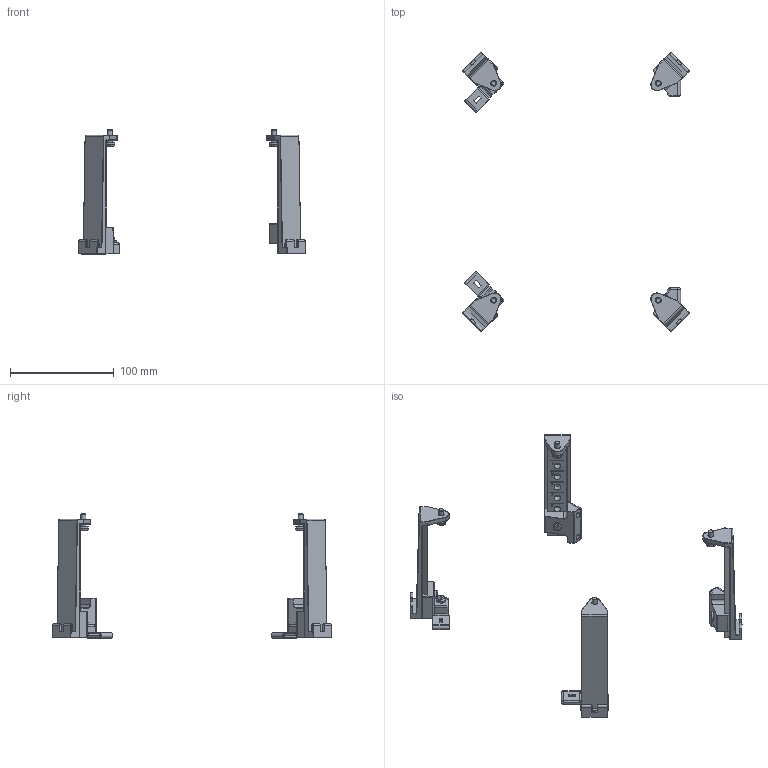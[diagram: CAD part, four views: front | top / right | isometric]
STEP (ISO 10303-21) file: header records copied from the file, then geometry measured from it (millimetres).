
FILE_DESCRIPTION (( 'STEP AP214' ), '1' );
FILE_NAME ('FR6SPKA.STEP', '2020-10-05T15:04:24', ( '' ), ( '' ), 'SwSTEP 2.0', 'SolidWorks 2019', '' );
FILE_SCHEMA (( 'AUTOMOTIVE_DESIGN' ));
Length unit declared in the file: inch
Products named in the file (1): FR6SPKA
Bounding box: 218.97 x 269.79 x 120.08 mm (x, y, z)
Volume: 137761.8 mm3; surface area: 74541.4 mm2
Topology: 32 solids, 32 shells, 1564 faces, 3796 edges, 2338 vertices
Faces by surface type: plane 740, bspline 408, cylinder 402, cone 14
Full cylindrical faces by diameter (mm): 3.962 x6, 4.826 x10, 5.5 x4, 5.588 x4, 6.248 x6, 6.35 x34, 6.426 x6, 7.925 x4, 8 x4, 8.89 x2, 9.474 x6, 11 x4
Entity records: 76939 total; most frequent: CARTESIAN_POINT 23307, ORIENTED_EDGE 7160, DIRECTION 5688, EDGE_CURVE 3580, VERTEX_POINT 2300, LINE 2130, VECTOR 2130, EDGE_LOOP 1844
